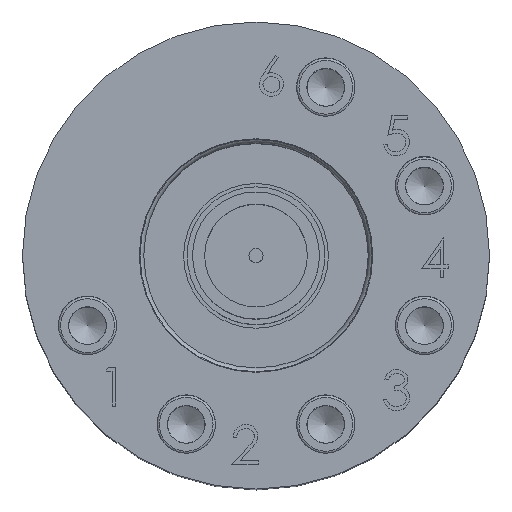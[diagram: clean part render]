
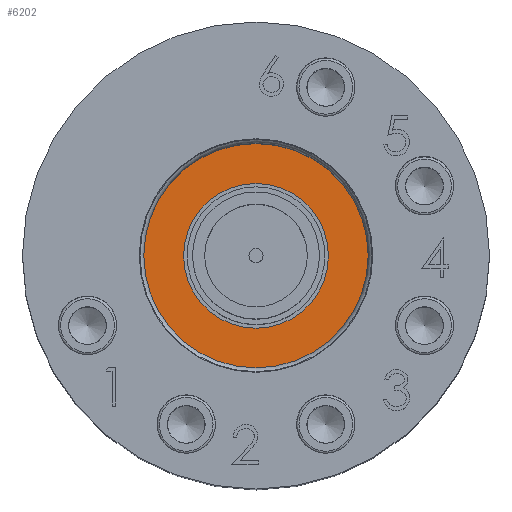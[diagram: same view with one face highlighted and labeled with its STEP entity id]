
A CAD part, top view. The second image highlights one B-rep face of the part: STEP entity #6202.
In plain terms, the highlighted planar face has unit normal (0, 0, 1).
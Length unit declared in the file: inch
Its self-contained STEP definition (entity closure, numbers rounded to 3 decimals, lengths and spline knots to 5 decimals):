
#916=PLANE($,#6717);
#1289=FACE_BOUND($,#1970,.T.);
#1486=FACE_OUTER_BOUND($,#1969,.T.);
#1969=EDGE_LOOP($,(#4520));
#1970=EDGE_LOOP($,(#4521));
#2563=CIRCLE($,#6676,0.247);
#2584=CIRCLE($,#6708,0.155);
#2909=VERTEX_POINT($,#9432);
#2930=VERTEX_POINT($,#9485);
#3547=EDGE_CURVE($,#2909,#2909,#2563,.T.);
#3568=EDGE_CURVE($,#2930,#2930,#2584,.T.);
#4520=ORIENTED_EDGE($,*,*,#3547,.T.);
#4521=ORIENTED_EDGE($,*,*,#3568,.T.);
#6202=ADVANCED_FACE($,(#1486,#1289),#916,.T.);
#6676=AXIS2_PLACEMENT_3D($,#9433,#7506,#7507);
#6708=AXIS2_PLACEMENT_3D($,#9486,#7570,#7571);
#6717=AXIS2_PLACEMENT_3D($,#10115,#7622,#7623);
#7506=DIRECTION('center_axis',(0.,0.,1.));
#7507=DIRECTION('ref_axis',(1.,0.,0.));
#7570=DIRECTION('center_axis',(0.,0.,-1.));
#7571=DIRECTION('ref_axis',(-1.,0.,0.));
#7622=DIRECTION('center_axis',(0.,0.,1.));
#7623=DIRECTION('ref_axis',(1.,0.,0.));
#9432=CARTESIAN_POINT('',(0.247,0.,0.584));
#9433=CARTESIAN_POINT('Origin',(0.,0.,0.584));
#9485=CARTESIAN_POINT('',(-0.155,0.,0.584));
#9486=CARTESIAN_POINT('Origin',(0.,0.,0.584));
#10115=CARTESIAN_POINT('Origin',(0.,0.155,0.584));
